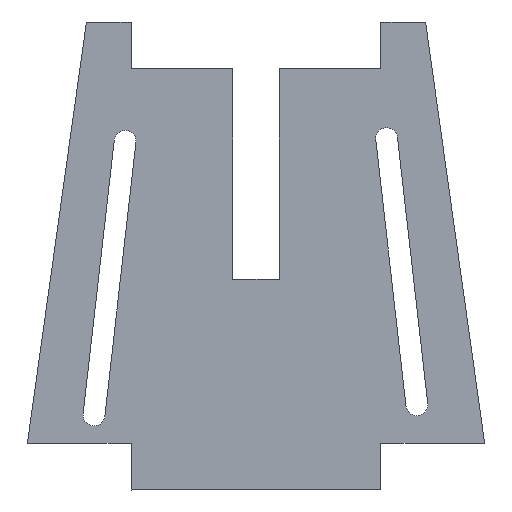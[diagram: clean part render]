
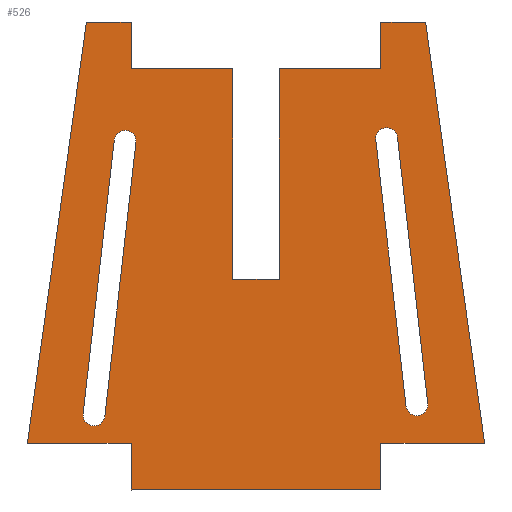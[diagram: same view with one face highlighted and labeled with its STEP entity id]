
A CAD part, front view. The second image highlights one B-rep face of the part: STEP entity #526.
In plain terms, the highlighted planar face has unit normal (0, -1, 0).
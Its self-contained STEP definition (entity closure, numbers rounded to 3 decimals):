
#17=FACE_BOUND('',#85,.T.);
#18=FACE_BOUND('',#86,.T.);
#20=CIRCLE('',#544,1.4);
#22=CIRCLE('',#548,1.4);
#24=CIRCLE('',#552,1.4);
#26=CIRCLE('',#556,1.4);
#56=FACE_OUTER_BOUND('',#84,.T.);
#84=EDGE_LOOP('',(#455,#456,#457,#458,#459,#460,#461,#462,#463,#464,#465,
#466,#467,#468,#469,#470));
#85=EDGE_LOOP('',(#471,#472,#473,#474));
#86=EDGE_LOOP('',(#475,#476,#477,#478));
#89=LINE('',#717,#153);
#94=LINE('',#730,#158);
#97=LINE('',#741,#161);
#102=LINE('',#754,#166);
#103=LINE('',#761,#167);
#107=LINE('',#769,#171);
#110=LINE('',#775,#174);
#113=LINE('',#781,#177);
#116=LINE('',#787,#180);
#119=LINE('',#793,#183);
#122=LINE('',#799,#186);
#125=LINE('',#805,#189);
#128=LINE('',#811,#192);
#131=LINE('',#817,#195);
#134=LINE('',#823,#198);
#137=LINE('',#829,#201);
#140=LINE('',#835,#204);
#143=LINE('',#841,#207);
#146=LINE('',#847,#210);
#149=LINE('',#852,#213);
#153=VECTOR('',#581,10.);
#158=VECTOR('',#594,10.);
#161=VECTOR('',#605,10.);
#166=VECTOR('',#618,10.);
#167=VECTOR('',#627,10.);
#171=VECTOR('',#633,10.);
#174=VECTOR('',#638,10.);
#177=VECTOR('',#643,10.);
#180=VECTOR('',#648,10.);
#183=VECTOR('',#653,10.);
#186=VECTOR('',#658,10.);
#189=VECTOR('',#663,10.);
#192=VECTOR('',#668,10.);
#195=VECTOR('',#673,10.);
#198=VECTOR('',#678,10.);
#201=VECTOR('',#683,10.);
#204=VECTOR('',#688,10.);
#207=VECTOR('',#693,10.);
#210=VECTOR('',#698,10.);
#213=VECTOR('',#703,10.);
#217=VERTEX_POINT('',#714);
#218=VERTEX_POINT('',#716);
#220=VERTEX_POINT('',#722);
#222=VERTEX_POINT('',#728);
#225=VERTEX_POINT('',#738);
#226=VERTEX_POINT('',#740);
#228=VERTEX_POINT('',#746);
#230=VERTEX_POINT('',#752);
#231=VERTEX_POINT('',#759);
#232=VERTEX_POINT('',#760);
#235=VERTEX_POINT('',#768);
#237=VERTEX_POINT('',#774);
#239=VERTEX_POINT('',#780);
#241=VERTEX_POINT('',#786);
#243=VERTEX_POINT('',#792);
#245=VERTEX_POINT('',#798);
#247=VERTEX_POINT('',#804);
#249=VERTEX_POINT('',#810);
#251=VERTEX_POINT('',#816);
#253=VERTEX_POINT('',#822);
#255=VERTEX_POINT('',#828);
#257=VERTEX_POINT('',#834);
#259=VERTEX_POINT('',#840);
#261=VERTEX_POINT('',#846);
#265=EDGE_CURVE('',#218,#217,#89,.T.);
#269=EDGE_CURVE('',#217,#220,#20,.T.);
#272=EDGE_CURVE('',#220,#222,#94,.T.);
#274=EDGE_CURVE('',#222,#218,#22,.T.);
#277=EDGE_CURVE('',#226,#225,#97,.T.);
#281=EDGE_CURVE('',#225,#228,#24,.T.);
#284=EDGE_CURVE('',#228,#230,#102,.T.);
#286=EDGE_CURVE('',#230,#226,#26,.T.);
#287=EDGE_CURVE('',#231,#232,#103,.T.);
#291=EDGE_CURVE('',#232,#235,#107,.T.);
#294=EDGE_CURVE('',#235,#237,#110,.T.);
#297=EDGE_CURVE('',#239,#237,#113,.T.);
#300=EDGE_CURVE('',#241,#239,#116,.T.);
#303=EDGE_CURVE('',#243,#241,#119,.T.);
#306=EDGE_CURVE('',#245,#243,#122,.T.);
#309=EDGE_CURVE('',#247,#245,#125,.T.);
#312=EDGE_CURVE('',#249,#247,#128,.T.);
#315=EDGE_CURVE('',#251,#249,#131,.T.);
#318=EDGE_CURVE('',#253,#251,#134,.T.);
#321=EDGE_CURVE('',#255,#253,#137,.T.);
#324=EDGE_CURVE('',#257,#255,#140,.T.);
#327=EDGE_CURVE('',#259,#257,#143,.T.);
#330=EDGE_CURVE('',#261,#259,#146,.T.);
#333=EDGE_CURVE('',#231,#261,#149,.T.);
#455=ORIENTED_EDGE('',*,*,#333,.F.);
#456=ORIENTED_EDGE('',*,*,#287,.T.);
#457=ORIENTED_EDGE('',*,*,#291,.T.);
#458=ORIENTED_EDGE('',*,*,#294,.T.);
#459=ORIENTED_EDGE('',*,*,#297,.F.);
#460=ORIENTED_EDGE('',*,*,#300,.F.);
#461=ORIENTED_EDGE('',*,*,#303,.F.);
#462=ORIENTED_EDGE('',*,*,#306,.F.);
#463=ORIENTED_EDGE('',*,*,#309,.F.);
#464=ORIENTED_EDGE('',*,*,#312,.F.);
#465=ORIENTED_EDGE('',*,*,#315,.F.);
#466=ORIENTED_EDGE('',*,*,#318,.F.);
#467=ORIENTED_EDGE('',*,*,#321,.F.);
#468=ORIENTED_EDGE('',*,*,#324,.F.);
#469=ORIENTED_EDGE('',*,*,#327,.F.);
#470=ORIENTED_EDGE('',*,*,#330,.F.);
#471=ORIENTED_EDGE('',*,*,#265,.T.);
#472=ORIENTED_EDGE('',*,*,#269,.T.);
#473=ORIENTED_EDGE('',*,*,#272,.T.);
#474=ORIENTED_EDGE('',*,*,#274,.T.);
#475=ORIENTED_EDGE('',*,*,#277,.T.);
#476=ORIENTED_EDGE('',*,*,#281,.T.);
#477=ORIENTED_EDGE('',*,*,#284,.T.);
#478=ORIENTED_EDGE('',*,*,#286,.T.);
#500=PLANE('',#574);
#526=ADVANCED_FACE('',(#56,#17,#18),#500,.F.);
#544=AXIS2_PLACEMENT_3D('',#724,#588,#589);
#548=AXIS2_PLACEMENT_3D('',#733,#599,#600);
#552=AXIS2_PLACEMENT_3D('',#748,#612,#613);
#556=AXIS2_PLACEMENT_3D('',#757,#623,#624);
#574=AXIS2_PLACEMENT_3D('',#855,#707,#708);
#581=DIRECTION('',(0.113,0.,-0.994));
#588=DIRECTION('center_axis',(0.,1.,0.));
#589=DIRECTION('ref_axis',(0.994,0.,0.113));
#594=DIRECTION('',(-0.113,0.,0.994));
#599=DIRECTION('center_axis',(0.,1.,0.));
#600=DIRECTION('ref_axis',(-0.994,0.,-0.113));
#605=DIRECTION('',(-0.113,0.,-0.994));
#612=DIRECTION('center_axis',(0.,1.,0.));
#613=DIRECTION('ref_axis',(0.994,0.,-0.113));
#618=DIRECTION('',(0.113,0.,0.994));
#623=DIRECTION('center_axis',(0.,1.,0.));
#624=DIRECTION('ref_axis',(-0.994,0.,0.113));
#627=DIRECTION('',(-0.139,0.,0.99));
#633=DIRECTION('',(-1.,0.,0.));
#638=DIRECTION('',(0.,0.,-1.));
#643=DIRECTION('',(1.,0.,0.));
#648=DIRECTION('',(0.,0.,1.));
#653=DIRECTION('',(1.,0.,0.));
#658=DIRECTION('',(0.,0.,-1.));
#663=DIRECTION('',(1.,0.,0.));
#668=DIRECTION('',(0.,0.,-1.));
#673=DIRECTION('',(1.,0.,0.));
#678=DIRECTION('',(0.139,0.,0.99));
#683=DIRECTION('',(-1.,0.,0.));
#688=DIRECTION('',(0.,0.,1.));
#693=DIRECTION('',(-1.,0.,0.));
#698=DIRECTION('',(0.,0.,-1.));
#703=DIRECTION('',(-1.,0.,0.));
#707=DIRECTION('center_axis',(0.,1.,0.));
#708=DIRECTION('ref_axis',(-1.,0.,0.));
#714=CARTESIAN_POINT('',(-8.984,12.,-48.94));
#716=CARTESIAN_POINT('',(-12.864,12.,-14.794));
#717=CARTESIAN_POINT('',(-10.186,12.,-38.356));
#722=CARTESIAN_POINT('',(-11.766,12.,-49.256));
#724=CARTESIAN_POINT('Origin',(-10.375,12.,-49.098));
#728=CARTESIAN_POINT('',(-15.646,12.,-15.11));
#730=CARTESIAN_POINT('',(-14.909,12.,-21.599));
#733=CARTESIAN_POINT('Origin',(-14.255,12.,-14.952));
#738=CARTESIAN_POINT('',(-50.381,12.,-50.551));
#740=CARTESIAN_POINT('',(-46.393,12.,-15.452));
#741=CARTESIAN_POINT('',(-49.105,12.,-39.319));
#746=CARTESIAN_POINT('',(-53.163,12.,-50.235));
#748=CARTESIAN_POINT('Origin',(-51.772,12.,-50.393));
#752=CARTESIAN_POINT('',(-49.175,12.,-15.136));
#754=CARTESIAN_POINT('',(-49.893,12.,-21.454));
#757=CARTESIAN_POINT('Origin',(-47.784,12.,-15.294));
#759=CARTESIAN_POINT('',(-1.683,12.,-54.));
#760=CARTESIAN_POINT('',(-9.256,12.,0.));
#761=CARTESIAN_POINT('',(0.,12.,-66.));
#768=CARTESIAN_POINT('',(-15.,12.,0.));
#769=CARTESIAN_POINT('',(0.,12.,0.));
#774=CARTESIAN_POINT('',(-15.,12.,-6.));
#775=CARTESIAN_POINT('',(-15.,12.,0.));
#780=CARTESIAN_POINT('',(-28.,12.,-6.));
#781=CARTESIAN_POINT('',(-47.,12.,-6.));
#786=CARTESIAN_POINT('',(-28.,12.,-33.));
#787=CARTESIAN_POINT('',(-28.,12.,-33.));
#792=CARTESIAN_POINT('',(-34.,12.,-33.));
#793=CARTESIAN_POINT('',(-34.,12.,-33.));
#798=CARTESIAN_POINT('',(-34.,12.,-6.));
#799=CARTESIAN_POINT('',(-34.,12.,0.));
#804=CARTESIAN_POINT('',(-47.,12.,-6.));
#805=CARTESIAN_POINT('',(-47.,12.,-6.));
#810=CARTESIAN_POINT('',(-47.,12.,0.));
#811=CARTESIAN_POINT('',(-47.,12.,0.));
#816=CARTESIAN_POINT('',(-52.744,12.,0.));
#817=CARTESIAN_POINT('',(-62.,12.,0.));
#822=CARTESIAN_POINT('',(-60.317,12.,-54.));
#823=CARTESIAN_POINT('',(-62.,12.,-66.));
#828=CARTESIAN_POINT('',(-47.,12.,-54.));
#829=CARTESIAN_POINT('',(-47.,12.,-54.));
#834=CARTESIAN_POINT('',(-47.,12.,-60.));
#835=CARTESIAN_POINT('',(-47.,12.,-60.));
#840=CARTESIAN_POINT('',(-15.,12.,-60.));
#841=CARTESIAN_POINT('',(0.,12.,-60.));
#846=CARTESIAN_POINT('',(-15.,12.,-54.));
#847=CARTESIAN_POINT('',(-15.,12.,-54.));
#852=CARTESIAN_POINT('',(0.,12.,-54.));
#855=CARTESIAN_POINT('Origin',(-31.,12.,-30.));
